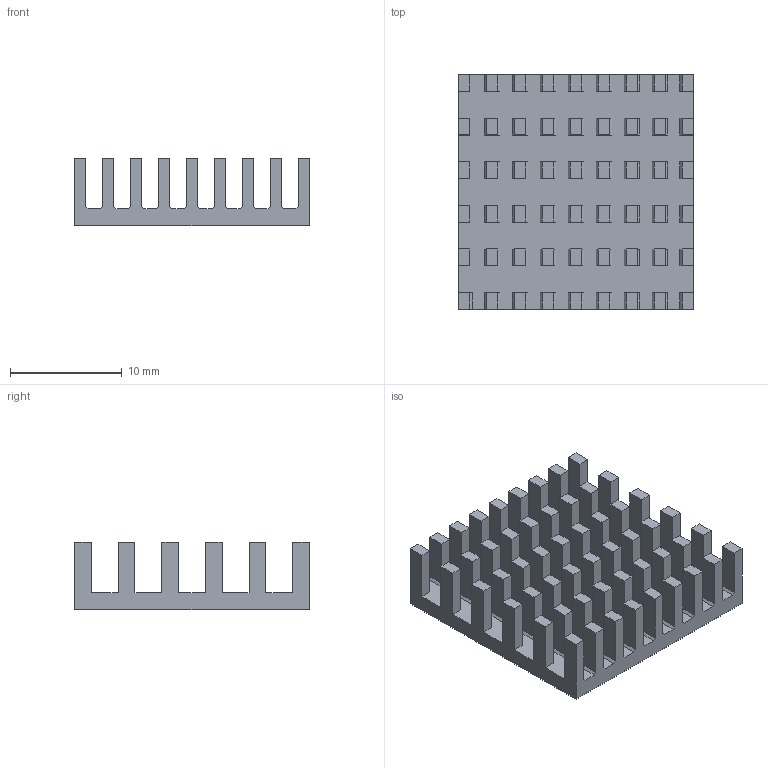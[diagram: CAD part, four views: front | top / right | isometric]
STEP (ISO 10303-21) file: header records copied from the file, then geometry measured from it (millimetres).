
FILE_DESCRIPTION(('STEP AP214'),'1');
FILE_NAME('v2022b.stp','2023-02-28T02:30:26',('TraceParts'),('TraceParts S.A.'),'Spatial InterOp 3D',' ',' ');
FILE_SCHEMA(('AUTOMOTIVE_DESIGN { 1 0 10303 214 1 1 1 1 }'));
Length unit declared in the file: millimetre
Products named in the file (1): v2022b
Bounding box: 21 x 21 x 6 mm (x, y, z)
Volume: 1028.7 mm3; surface area: 2210.6 mm2
Topology: 1 solids, 1 shells, 337 faces, 921 edges, 614 vertices
Faces by surface type: plane 337
Entity records: 10450 total; most frequent: CARTESIAN_POINT 1873, ORIENTED_EDGE 1842, DIRECTION 1597, EDGE_CURVE 921, LINE 921, VECTOR 921, VERTEX_POINT 614, EDGE_LOOP 365
